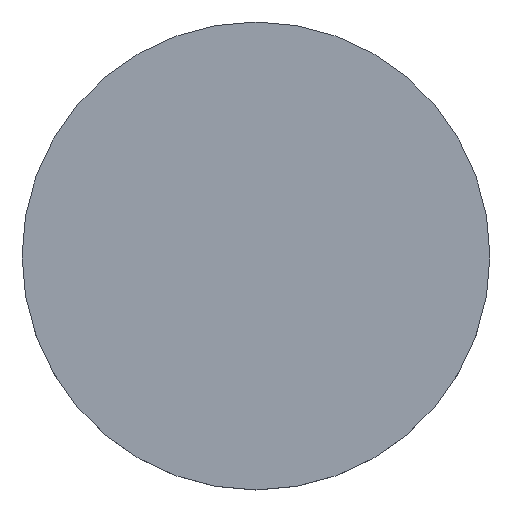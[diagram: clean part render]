
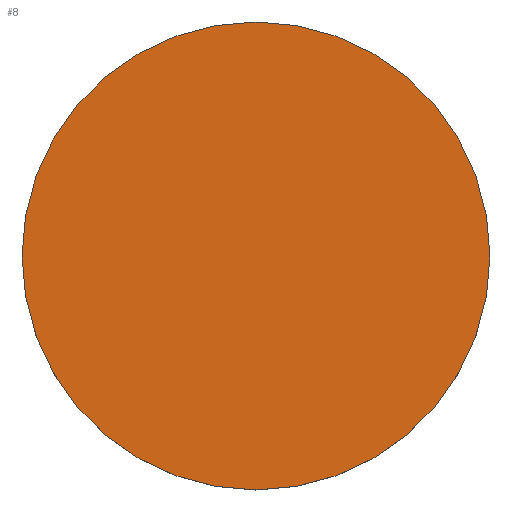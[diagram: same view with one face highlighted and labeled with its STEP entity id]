
A CAD part, top view. The second image highlights one B-rep face of the part: STEP entity #8.
In plain terms, the highlighted planar face has unit normal (0, 0, 1).
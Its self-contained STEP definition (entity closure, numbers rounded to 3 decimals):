
#2 = EDGE_LOOP ( 'NONE', ( #43, #104 ) ) ;
#8 = ADVANCED_FACE ( 'NONE', ( #118 ), #78, .T. ) ;
#12 = CIRCLE ( 'NONE', #36, 15. ) ;
#23 = DIRECTION ( 'NONE',  ( 0., 0., 1. ) ) ;
#36 = AXIS2_PLACEMENT_3D ( 'NONE', #170, #79, #159 ) ;
#43 = ORIENTED_EDGE ( 'NONE', *, *, #90, .T. ) ;
#65 = CARTESIAN_POINT ( 'NONE',  ( 0., 0., 1.65 ) ) ;
#66 = VERTEX_POINT ( 'NONE', #146 ) ;
#71 = CARTESIAN_POINT ( 'NONE',  ( -15., 0., 1.65 ) ) ;
#78 = PLANE ( 'NONE',  #82 ) ;
#79 = DIRECTION ( 'NONE',  ( 0., 0., 1. ) ) ;
#81 = CIRCLE ( 'NONE', #116, 15. ) ;
#82 = AXIS2_PLACEMENT_3D ( 'NONE', #65, #105, #91 ) ;
#90 = EDGE_CURVE ( 'NONE', #147, #66, #81, .T. ) ;
#91 = DIRECTION ( 'NONE',  ( 1., 0., 0. ) ) ;
#104 = ORIENTED_EDGE ( 'NONE', *, *, #122, .T. ) ;
#105 = DIRECTION ( 'NONE',  ( 0., 0., 1. ) ) ;
#116 = AXIS2_PLACEMENT_3D ( 'NONE', #148, #23, #131 ) ;
#118 = FACE_OUTER_BOUND ( 'NONE', #2, .T. ) ;
#122 = EDGE_CURVE ( 'NONE', #66, #147, #12, .T. ) ;
#131 = DIRECTION ( 'NONE',  ( 1., 0., 0. ) ) ;
#146 = CARTESIAN_POINT ( 'NONE',  ( 15., 0., 1.65 ) ) ;
#147 = VERTEX_POINT ( 'NONE', #71 ) ;
#148 = CARTESIAN_POINT ( 'NONE',  ( 0., 0., 1.65 ) ) ;
#159 = DIRECTION ( 'NONE',  ( 1., 0., 0. ) ) ;
#170 = CARTESIAN_POINT ( 'NONE',  ( 0., 0., 1.65 ) ) ;
